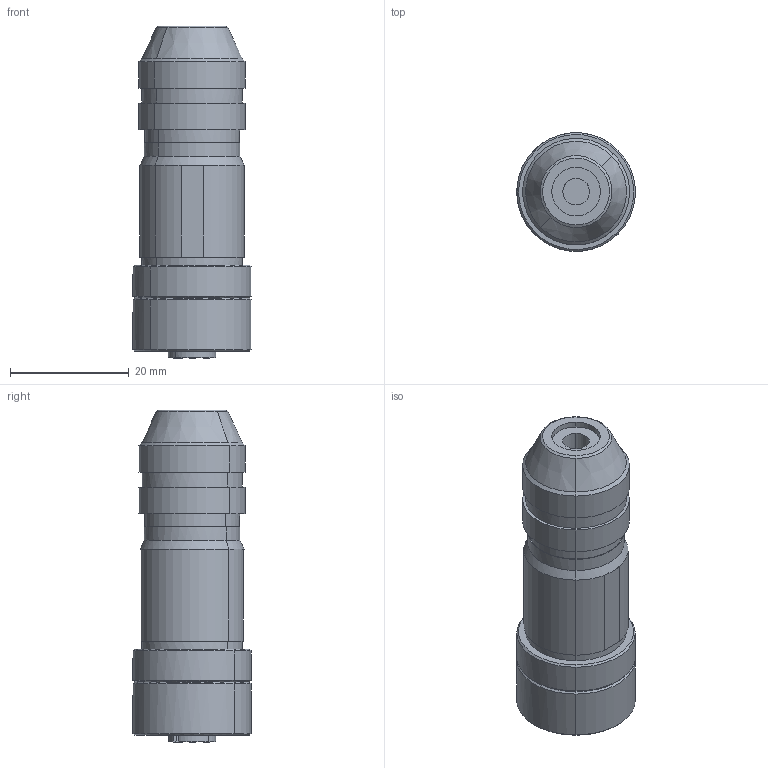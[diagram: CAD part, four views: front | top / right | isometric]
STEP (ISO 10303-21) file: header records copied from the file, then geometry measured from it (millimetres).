
FILE_DESCRIPTION(('CATIA V5 STEP Exchange','CAx-IF Rec.Pracs.--- Model Styling and Organization---1.4--- 2014-01-23'),'2;1');
FILE_NAME ('032007-3_1', '2020-06-17T10:06:11+00:00', ('none'), ('Weidmueller'), 'CATIA Version 5-6 Release 2016 SP3 HF44', 'CATIA V5 STEP AP214', 'none');
FILE_SCHEMA(('AUTOMOTIVE_DESIGN { 1 0 10303 214 1 1 1 1 }'));
Length unit declared in the file: millimetre
Products named in the file (1): 8426220000
Bounding box: 19.96 x 19.96 x 56 mm (x, y, z)
Volume: 13408.1 mm3; surface area: 5444.3 mm2
Topology: 2 solids, 2 shells, 106 faces, 218 edges, 138 vertices
Faces by surface type: cylinder 54, plane 36, cone 16
Entity records: 2983 total; most frequent: CARTESIAN_POINT 1087, ORIENTED_EDGE 436, DIRECTION 302, EDGE_CURVE 174, AXIS2_PLACEMENT_3D 148, EDGE_LOOP 128, VERTEX_POINT 108, ADVANCED_FACE 106
